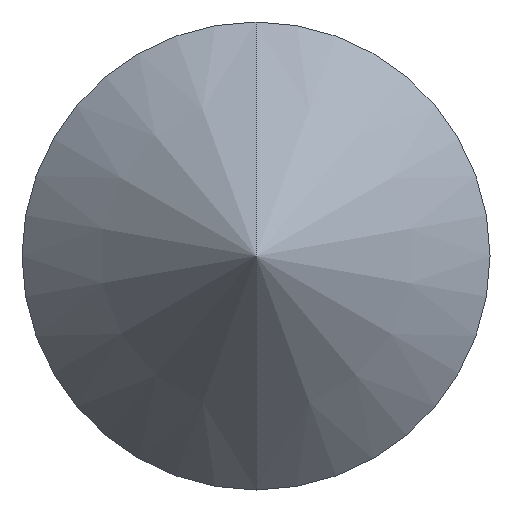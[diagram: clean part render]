
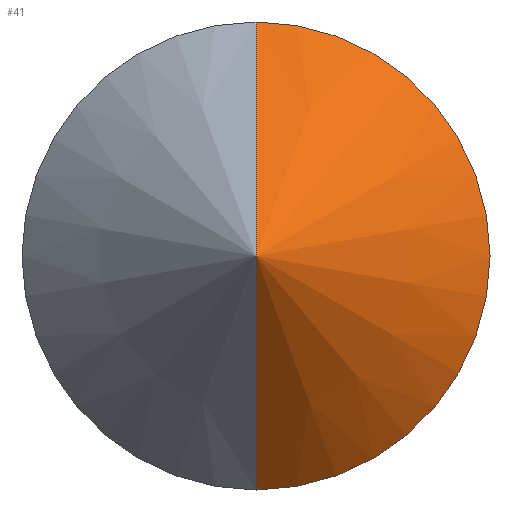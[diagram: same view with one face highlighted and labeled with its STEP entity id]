
A CAD part, front view. The second image highlights one B-rep face of the part: STEP entity #41.
In plain terms, the highlighted conical face has half-angle 45 degrees and reference radius 1000 mm.
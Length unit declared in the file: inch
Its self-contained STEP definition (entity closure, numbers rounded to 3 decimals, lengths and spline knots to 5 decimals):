
#2 = DIRECTION ( 'NONE',  ( 0., 1., 0. ) ) ;
#9 = VECTOR ( 'NONE', #193, 39.37008 ) ;
#12 = DIRECTION ( 'NONE',  ( 0., 0., -1. ) ) ;
#36 = ORIENTED_EDGE ( 'NONE', *, *, #142, .T. ) ;
#38 = AXIS2_PLACEMENT_3D ( 'NONE', #138, #195, #12 ) ;
#41 = ADVANCED_FACE ( 'NONE', ( #211 ), #210, .T. ) ;
#50 = DIRECTION ( 'NONE',  ( 0., 0., 1. ) ) ;
#60 = DIRECTION ( 'NONE',  ( 0., 0.707, -0.707 ) ) ;
#62 = VERTEX_POINT ( 'NONE', #132 ) ;
#90 = ORIENTED_EDGE ( 'NONE', *, *, #106, .F. ) ;
#91 = CARTESIAN_POINT ( 'NONE',  ( 0., 0., 0. ) ) ;
#95 = LINE ( 'NONE', #91, #9 ) ;
#96 = CARTESIAN_POINT ( 'NONE',  ( 0., 0., 0. ) ) ;
#102 = LINE ( 'NONE', #117, #197 ) ;
#106 = EDGE_CURVE ( 'NONE', #234, #62, #95, .T. ) ;
#117 = CARTESIAN_POINT ( 'NONE',  ( 0., 0., 0. ) ) ;
#132 = CARTESIAN_POINT ( 'NONE',  ( 0., 0.3125, 0.3125 ) ) ;
#138 = CARTESIAN_POINT ( 'NONE',  ( 0., 0.3125, 0. ) ) ;
#142 = EDGE_CURVE ( 'NONE', #216, #62, #157, .T. ) ;
#157 = CIRCLE ( 'NONE', #38, 0.3125 ) ;
#186 = CARTESIAN_POINT ( 'NONE',  ( 0., 39.37008, 0. ) ) ;
#193 = DIRECTION ( 'NONE',  ( 0., 0.707, 0.707 ) ) ;
#195 = DIRECTION ( 'NONE',  ( 0., -1., 0. ) ) ;
#197 = VECTOR ( 'NONE', #60, 39.37008 ) ;
#206 = EDGE_LOOP ( 'NONE', ( #90, #255, #36 ) ) ;
#210 = CONICAL_SURFACE ( 'NONE', #253, 39.37008, 0.785 ) ;
#211 = FACE_OUTER_BOUND ( 'NONE', #206, .T. ) ;
#216 = VERTEX_POINT ( 'NONE', #231 ) ;
#227 = EDGE_CURVE ( 'NONE', #234, #216, #102, .T. ) ;
#231 = CARTESIAN_POINT ( 'NONE',  ( 0., 0.3125, -0.3125 ) ) ;
#234 = VERTEX_POINT ( 'NONE', #96 ) ;
#253 = AXIS2_PLACEMENT_3D ( 'NONE', #186, #2, #50 ) ;
#255 = ORIENTED_EDGE ( 'NONE', *, *, #227, .T. ) ;
